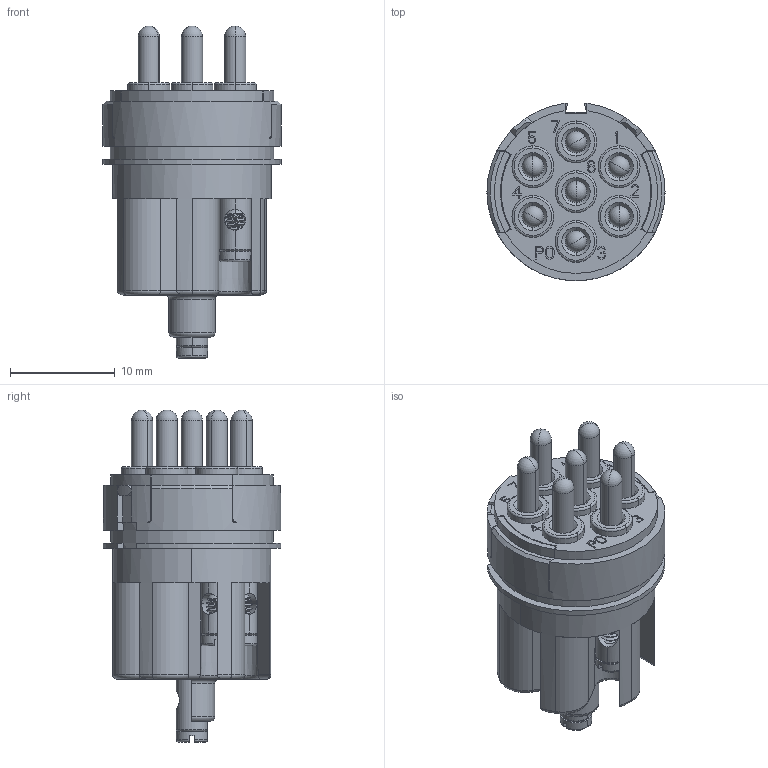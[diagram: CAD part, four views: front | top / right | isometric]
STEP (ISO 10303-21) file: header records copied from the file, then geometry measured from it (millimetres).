
FILE_DESCRIPTION((''),'2;1');
FILE_NAME('1594515','2015-09-08T',('feitelbuss'),(''),'PRO/ENGINEER BY PARAMETRIC TECHNOLOGY CORPORATION, 2014200','PRO/ENGINEER BY PARAMETRIC TECHNOLOGY CORPORATION, 2014200','');
FILE_SCHEMA(('AUTOMOTIVE_DESIGN { 1 0 10303 214 1 1 1 1 }'));
Length unit declared in the file: millimetre
Products named in the file (1): 1594515
Bounding box: 17 x 16.96 x 31.7 mm (x, y, z)
Volume: 3219.7 mm3; surface area: 3141.9 mm2
Topology: 1 solids, 1 shells, 1107 faces, 3160 edges, 2050 vertices
Faces by surface type: plane 696, cylinder 194, bspline 74, torus 71, sphere 42, cone 30
Entity records: 47996 total; most frequent: CARTESIAN_POINT 19929, ORIENTED_EDGE 6268, DIRECTION 5152, EDGE_CURVE 3134, VERTEX_POINT 2050, VECTOR 2006, LINE 2006, AXIS2_PLACEMENT_3D 1573
